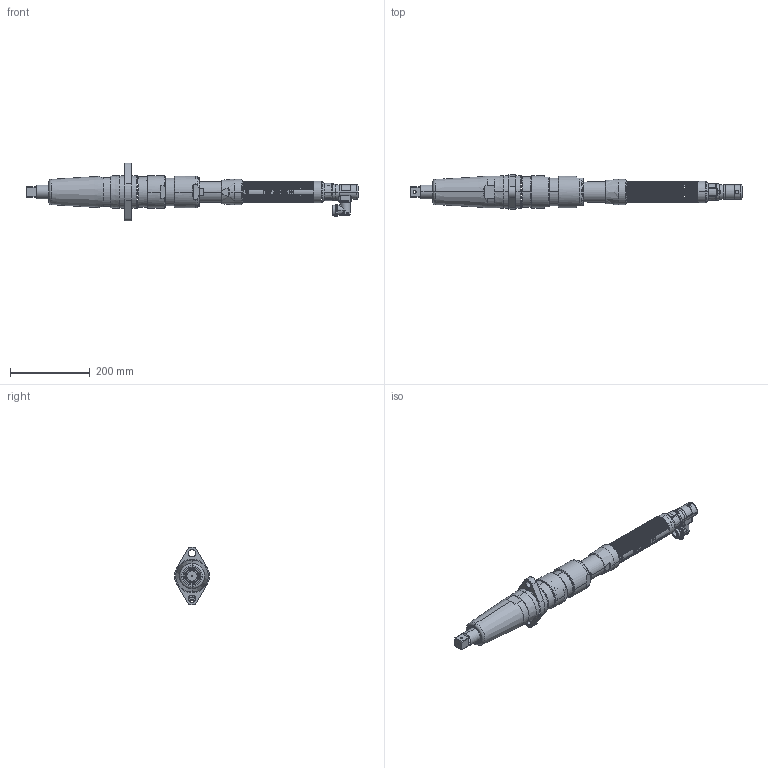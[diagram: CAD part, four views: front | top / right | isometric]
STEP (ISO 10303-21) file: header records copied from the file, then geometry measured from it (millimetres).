
FILE_DESCRIPTION((''),'2;1');
FILE_NAME('EB55MB4F1-460R','2013-06-12T',('MAM0508'),(''),'PRO/ENGINEER BY PARAMETRIC TECHNOLOGY CORPORATION, 2010430','PRO/ENGINEER BY PARAMETRIC TECHNOLOGY CORPORATION, 2010430','');
FILE_SCHEMA(('CONFIG_CONTROL_DESIGN'));
Length unit declared in the file: inch
Products named in the file (1): EB55MB4F1-460R
Bounding box: 830.8 x 87.38 x 144.48 mm (x, y, z)
Surface area: 220925.6 mm2 (no closed solid volume)
Topology: 0 solids, 103 shells, 428 faces, 2752 edges, 2310 vertices
Faces by surface type: cylinder 222, plane 106, cone 41, torus 33, bspline 22, extrusion 4
Entity records: 35642 total; most frequent: CARTESIAN_POINT 16433, DIRECTION 3528, ORIENTED_EDGE 3408, EDGE_CURVE 2752, VERTEX_POINT 2310, VECTOR 1444, LINE 1440, AXIS2_PLACEMENT_3D 1042
